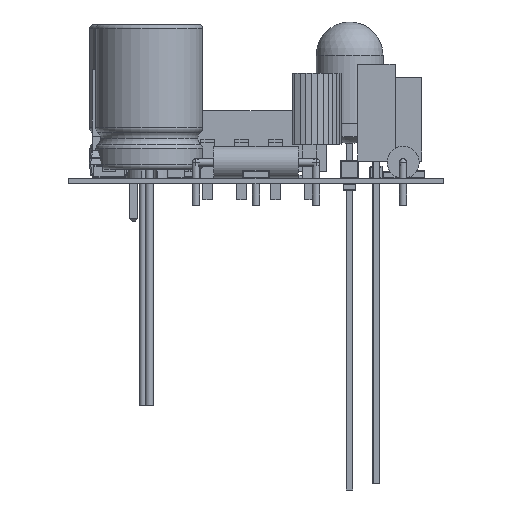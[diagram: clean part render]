
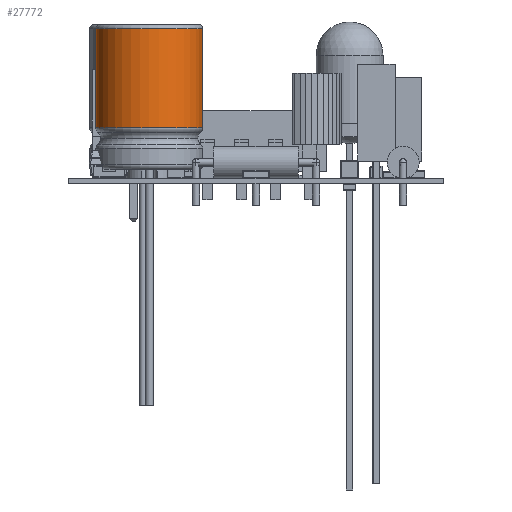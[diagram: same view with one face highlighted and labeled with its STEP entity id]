
A CAD part, front view. The second image highlights one B-rep face of the part: STEP entity #27772.
In plain terms, the highlighted cylindrical face has radius 4 mm (diameter 8 mm), a partial arc.
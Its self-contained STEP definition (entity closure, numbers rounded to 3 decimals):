
#27743 = VERTEX_POINT('',#27744);
#27744 = CARTESIAN_POINT('',(3.464,3.788,2.));
#27751 = EDGE_CURVE('',#27743,#27752,#27754,.T.);
#27752 = VERTEX_POINT('',#27753);
#27753 = CARTESIAN_POINT('',(3.464,3.788,-2.));
#27754 = CIRCLE('',#27755,4.);
#27755 = AXIS2_PLACEMENT_3D('',#27756,#27757,#27758);
#27756 = CARTESIAN_POINT('',(0.,3.788,0.));
#27757 = DIRECTION('',(0.,-1.,0.));
#27758 = DIRECTION('',(1.,0.,0.));
#27772 = ADVANCED_FACE('',(#27773),#27799,.T.);
#27773 = FACE_BOUND('',#27774,.T.);
#27774 = EDGE_LOOP('',(#27775,#27776,#27784,#27793));
#27775 = ORIENTED_EDGE('',*,*,#27751,.F.);
#27776 = ORIENTED_EDGE('',*,*,#27777,.T.);
#27777 = EDGE_CURVE('',#27743,#27778,#27780,.T.);
#27778 = VERTEX_POINT('',#27779);
#27779 = CARTESIAN_POINT('',(3.464,11.193,2.));
#27780 = LINE('',#27781,#27782);
#27781 = CARTESIAN_POINT('',(3.464,-17.,2.));
#27782 = VECTOR('',#27783,1.);
#27783 = DIRECTION('',(0.,1.,-0.));
#27784 = ORIENTED_EDGE('',*,*,#27785,.T.);
#27785 = EDGE_CURVE('',#27778,#27786,#27788,.T.);
#27786 = VERTEX_POINT('',#27787);
#27787 = CARTESIAN_POINT('',(3.464,11.193,-2.));
#27788 = CIRCLE('',#27789,4.);
#27789 = AXIS2_PLACEMENT_3D('',#27790,#27791,#27792);
#27790 = CARTESIAN_POINT('',(0.,11.193,0.));
#27791 = DIRECTION('',(0.,-1.,0.));
#27792 = DIRECTION('',(1.,0.,0.));
#27793 = ORIENTED_EDGE('',*,*,#27794,.F.);
#27794 = EDGE_CURVE('',#27752,#27786,#27795,.T.);
#27795 = LINE('',#27796,#27797);
#27796 = CARTESIAN_POINT('',(3.464,-17.,-2.));
#27797 = VECTOR('',#27798,1.);
#27798 = DIRECTION('',(0.,1.,-0.));
#27799 = CYLINDRICAL_SURFACE('',#27800,4.);
#27800 = AXIS2_PLACEMENT_3D('',#27801,#27802,#27803);
#27801 = CARTESIAN_POINT('',(0.,0.,0.));
#27802 = DIRECTION('',(0.,-1.,-0.));
#27803 = DIRECTION('',(1.,0.,0.));
